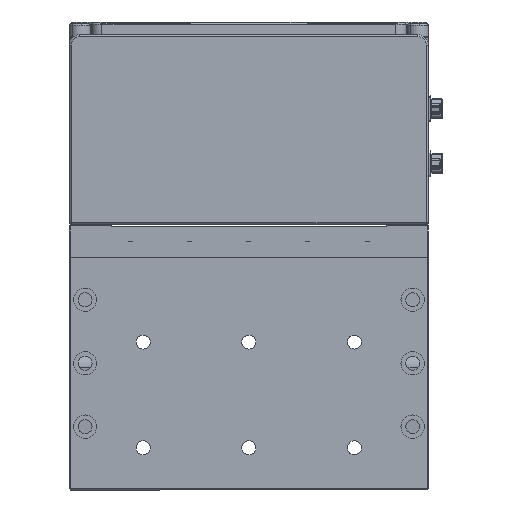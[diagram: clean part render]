
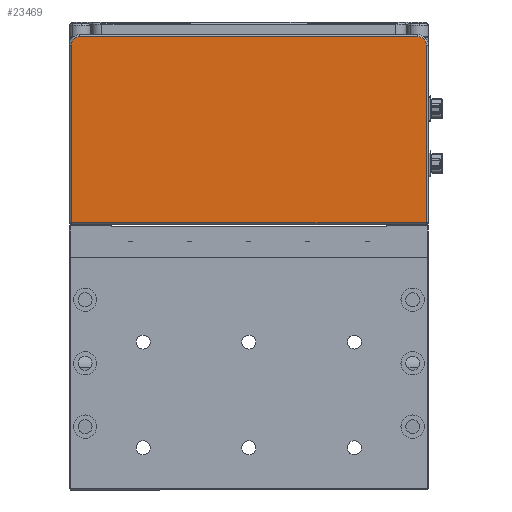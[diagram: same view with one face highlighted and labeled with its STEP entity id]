
A CAD part, front view. The second image highlights one B-rep face of the part: STEP entity #23469.
In plain terms, the highlighted planar face has unit normal (0, -1, 0).
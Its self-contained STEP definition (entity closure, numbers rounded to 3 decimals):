
#2412 = DIRECTION ( 'NONE',  ( 1., 0., 0. ) ) ;
#4151 = CARTESIAN_POINT ( 'NONE',  ( 5., 5., -11. ) ) ;
#4192 = CARTESIAN_POINT ( 'NONE',  ( 5., 5., -7. ) ) ;
#4241 = CIRCLE ( 'NONE', #30039, 4. ) ;
#4963 = ORIENTED_EDGE ( 'NONE', *, *, #40248, .T. ) ;
#6010 = PLANE ( 'NONE',  #15688 ) ;
#8047 = VERTEX_POINT ( 'NONE', #51511 ) ;
#10429 = EDGE_CURVE ( 'NONE', #27824, #11231, #41453, .T. ) ;
#11231 = VERTEX_POINT ( 'NONE', #36274 ) ;
#11382 = FACE_OUTER_BOUND ( 'NONE', #47344, .T. ) ;
#13908 = CARTESIAN_POINT ( 'NONE',  ( 169., 5., -95. ) ) ;
#14300 = EDGE_CURVE ( 'NONE', #8047, #27466, #37825, .T. ) ;
#15440 = CARTESIAN_POINT ( 'NONE',  ( 165., 5., -11. ) ) ;
#15688 = AXIS2_PLACEMENT_3D ( 'NONE', #17956, #51119, #34802 ) ;
#16956 = LINE ( 'NONE', #52583, #36897 ) ;
#17206 = DIRECTION ( 'NONE',  ( 0., 0., -1. ) ) ;
#17956 = CARTESIAN_POINT ( 'NONE',  ( 85., 5., -96. ) ) ;
#19353 = CIRCLE ( 'NONE', #40285, 4. ) ;
#20554 = DIRECTION ( 'NONE',  ( 0., -1., 0. ) ) ;
#23469 = ADVANCED_FACE ( 'NONE', ( #11382 ), #6010, .T. ) ;
#26852 = DIRECTION ( 'NONE',  ( 0., -1., 0. ) ) ;
#27307 = ORIENTED_EDGE ( 'NONE', *, *, #42394, .T. ) ;
#27466 = VERTEX_POINT ( 'NONE', #4192 ) ;
#27824 = VERTEX_POINT ( 'NONE', #44626 ) ;
#28499 = ORIENTED_EDGE ( 'NONE', *, *, #53073, .T. ) ;
#30039 = AXIS2_PLACEMENT_3D ( 'NONE', #15440, #26852, #2412 ) ;
#30465 = VECTOR ( 'NONE', #17206, 1000. ) ;
#30652 = VECTOR ( 'NONE', #52527, 1000. ) ;
#32119 = DIRECTION ( 'NONE',  ( 1., 0., 0. ) ) ;
#32763 = DIRECTION ( 'NONE',  ( 1., 0., 0. ) ) ;
#32768 = VECTOR ( 'NONE', #48172, 1000. ) ;
#33257 = CARTESIAN_POINT ( 'NONE',  ( 169., 5., -11. ) ) ;
#34337 = ORIENTED_EDGE ( 'NONE', *, *, #14300, .T. ) ;
#34802 = DIRECTION ( 'NONE',  ( 1., 0., 0. ) ) ;
#35295 = VERTEX_POINT ( 'NONE', #33257 ) ;
#36274 = CARTESIAN_POINT ( 'NONE',  ( 1., 5., -95. ) ) ;
#36897 = VECTOR ( 'NONE', #32119, 1000. ) ;
#37720 = EDGE_CURVE ( 'NONE', #27466, #27824, #19353, .T. ) ;
#37825 = LINE ( 'NONE', #40246, #32768 ) ;
#40246 = CARTESIAN_POINT ( 'NONE',  ( 5., 5., -7. ) ) ;
#40248 = EDGE_CURVE ( 'NONE', #43611, #35295, #49954, .T. ) ;
#40285 = AXIS2_PLACEMENT_3D ( 'NONE', #4151, #20554, #32763 ) ;
#41453 = LINE ( 'NONE', #49513, #30465 ) ;
#42394 = EDGE_CURVE ( 'NONE', #11231, #43611, #16956, .T. ) ;
#43611 = VERTEX_POINT ( 'NONE', #13908 ) ;
#43784 = ORIENTED_EDGE ( 'NONE', *, *, #37720, .T. ) ;
#44626 = CARTESIAN_POINT ( 'NONE',  ( 1., 5., -11. ) ) ;
#47344 = EDGE_LOOP ( 'NONE', ( #50019, #27307, #4963, #28499, #34337, #43784 ) ) ;
#48172 = DIRECTION ( 'NONE',  ( -1., 0., 0. ) ) ;
#49513 = CARTESIAN_POINT ( 'NONE',  ( 1., 5., -96. ) ) ;
#49954 = LINE ( 'NONE', #51450, #30652 ) ;
#50019 = ORIENTED_EDGE ( 'NONE', *, *, #10429, .T. ) ;
#51119 = DIRECTION ( 'NONE',  ( 0., -1., 0. ) ) ;
#51450 = CARTESIAN_POINT ( 'NONE',  ( 169., 5., -11. ) ) ;
#51511 = CARTESIAN_POINT ( 'NONE',  ( 165., 5., -7. ) ) ;
#52527 = DIRECTION ( 'NONE',  ( 0., 0., 1. ) ) ;
#52583 = CARTESIAN_POINT ( 'NONE',  ( 170., 5., -95. ) ) ;
#53073 = EDGE_CURVE ( 'NONE', #35295, #8047, #4241, .T. ) ;
